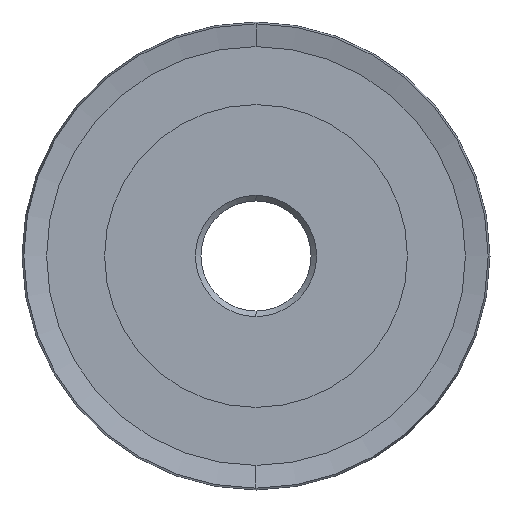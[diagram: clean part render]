
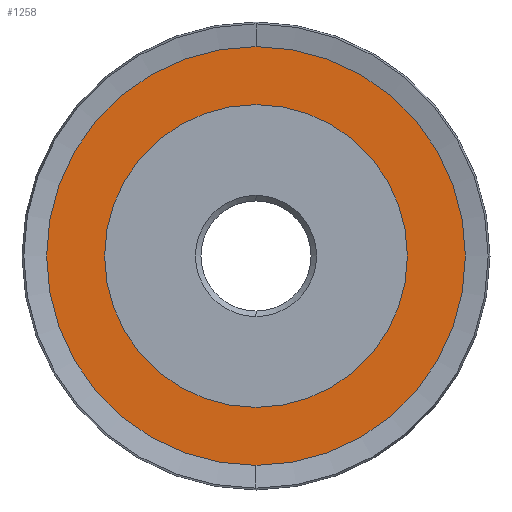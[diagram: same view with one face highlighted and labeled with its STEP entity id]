
A CAD part, left-side view. The second image highlights one B-rep face of the part: STEP entity #1258.
In plain terms, the highlighted planar face has unit normal (-1, 0, 0).
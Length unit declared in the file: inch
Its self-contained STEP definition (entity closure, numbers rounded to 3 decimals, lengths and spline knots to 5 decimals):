
#137 = DIRECTION ( 'NONE',  ( 0., 0., 1. ) ) ;
#201 = CIRCLE ( 'NONE', #3872, 0.9508 ) ;
#313 = DIRECTION ( 'NONE',  ( -1., 0., 0. ) ) ;
#326 = AXIS2_PLACEMENT_3D ( 'NONE', #5588, #2507, #6105 ) ;
#371 = CARTESIAN_POINT ( 'NONE',  ( 0.04, 0., -0.9508 ) ) ;
#384 = EDGE_CURVE ( 'NONE', #4446, #3012, #201, .T. ) ;
#439 = DIRECTION ( 'NONE',  ( -1., 0., 0. ) ) ;
#669 = EDGE_CURVE ( 'NONE', #5120, #5336, #2452, .T. ) ;
#911 = AXIS2_PLACEMENT_3D ( 'NONE', #3504, #439, #3999 ) ;
#1258 = ADVANCED_FACE ( 'NONE', ( #6559, #1438 ), #2770, .T. ) ;
#1293 = CIRCLE ( 'NONE', #1404, 0.6875 ) ;
#1404 = AXIS2_PLACEMENT_3D ( 'NONE', #6269, #3197, #137 ) ;
#1438 = FACE_OUTER_BOUND ( 'NONE', #3132, .T. ) ;
#1636 = CARTESIAN_POINT ( 'NONE',  ( 0.04, 0., 0.6875 ) ) ;
#1983 = ORIENTED_EDGE ( 'NONE', *, *, #669, .F. ) ;
#2452 = CIRCLE ( 'NONE', #326, 0.6875 ) ;
#2494 = CIRCLE ( 'NONE', #911, 0.9508 ) ;
#2507 = DIRECTION ( 'NONE',  ( -1., 0., 0. ) ) ;
#2543 = ORIENTED_EDGE ( 'NONE', *, *, #4587, .T. ) ;
#2562 = EDGE_LOOP ( 'NONE', ( #1983, #5835 ) ) ;
#2770 = PLANE ( 'NONE',  #5323 ) ;
#3012 = VERTEX_POINT ( 'NONE', #371 ) ;
#3132 = EDGE_LOOP ( 'NONE', ( #6186, #2543 ) ) ;
#3197 = DIRECTION ( 'NONE',  ( -1., 0., 0. ) ) ;
#3301 = DIRECTION ( 'NONE',  ( 0., 0., 1. ) ) ;
#3377 = CARTESIAN_POINT ( 'NONE',  ( 0.04, 0., 0. ) ) ;
#3504 = CARTESIAN_POINT ( 'NONE',  ( 0.04, 0., 0. ) ) ;
#3872 = AXIS2_PLACEMENT_3D ( 'NONE', #3377, #313, #3885 ) ;
#3885 = DIRECTION ( 'NONE',  ( 0., 0., 1. ) ) ;
#3999 = DIRECTION ( 'NONE',  ( 0., 0., 1. ) ) ;
#4446 = VERTEX_POINT ( 'NONE', #6492 ) ;
#4587 = EDGE_CURVE ( 'NONE', #3012, #4446, #2494, .T. ) ;
#5065 = CARTESIAN_POINT ( 'NONE',  ( 0.04, 0., -0.6875 ) ) ;
#5120 = VERTEX_POINT ( 'NONE', #5065 ) ;
#5322 = CARTESIAN_POINT ( 'NONE',  ( 0.04, 0., 0. ) ) ;
#5323 = AXIS2_PLACEMENT_3D ( 'NONE', #5322, #6369, #3301 ) ;
#5336 = VERTEX_POINT ( 'NONE', #1636 ) ;
#5588 = CARTESIAN_POINT ( 'NONE',  ( 0.04, 0., 0. ) ) ;
#5835 = ORIENTED_EDGE ( 'NONE', *, *, #6504, .F. ) ;
#6105 = DIRECTION ( 'NONE',  ( 0., 0., 1. ) ) ;
#6186 = ORIENTED_EDGE ( 'NONE', *, *, #384, .T. ) ;
#6269 = CARTESIAN_POINT ( 'NONE',  ( 0.04, 0., 0. ) ) ;
#6369 = DIRECTION ( 'NONE',  ( -1., 0., 0. ) ) ;
#6492 = CARTESIAN_POINT ( 'NONE',  ( 0.04, 0., 0.9508 ) ) ;
#6504 = EDGE_CURVE ( 'NONE', #5336, #5120, #1293, .T. ) ;
#6559 = FACE_BOUND ( 'NONE', #2562, .T. ) ;
